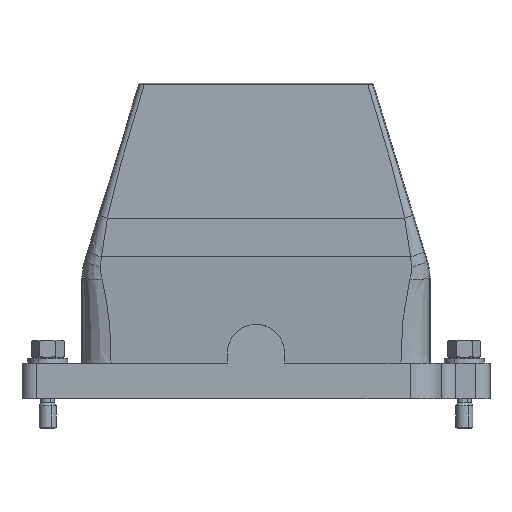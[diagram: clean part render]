
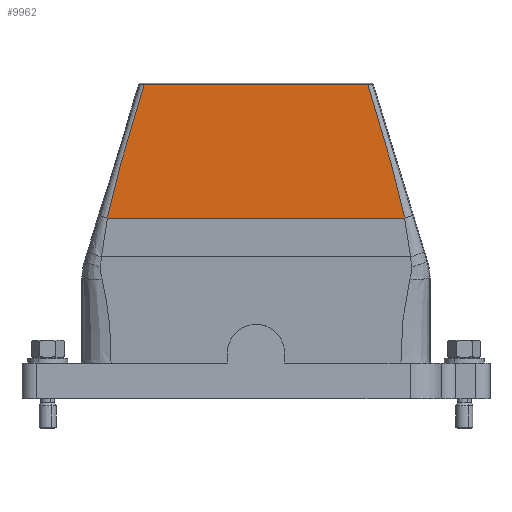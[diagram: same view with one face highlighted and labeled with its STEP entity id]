
A CAD part, left-side view. The second image highlights one B-rep face of the part: STEP entity #9962.
In plain terms, the highlighted planar face has unit normal (-1, 0, 0).
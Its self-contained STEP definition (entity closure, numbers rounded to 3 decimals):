
#9923=AXIS2_PLACEMENT_3D('Plane Axis2P3D',#9920,#9921,#9922) ;
#3955=CARTESIAN_POINT('Vertex',(0.,121.171,120.62)) ;
#3960=CARTESIAN_POINT('Line Origine',(0.,82.,120.62)) ;
#3964=CARTESIAN_POINT('Vertex',(0.,42.829,120.62)) ;
#9427=CARTESIAN_POINT('Vertex',(0.,29.933,73.81)) ;
#9485=CARTESIAN_POINT('Line Origine',(0.,82.,73.81)) ;
#9489=CARTESIAN_POINT('Vertex',(0.,134.067,73.81)) ;
#9920=CARTESIAN_POINT('Axis2P3D Location',(0.,82.,121.)) ;
#9926=CARTESIAN_POINT('Control Point',(0.,42.829,120.62)) ;
#9927=CARTESIAN_POINT('Control Point',(0.,42.814,120.569)) ;
#9928=CARTESIAN_POINT('Control Point',(0.,42.798,120.518)) ;
#9929=CARTESIAN_POINT('Control Point',(0.,42.782,120.467)) ;
#9930=CARTESIAN_POINT('Control Point',(0.,42.56,119.743)) ;
#9931=CARTESIAN_POINT('Control Point',(0.,42.338,119.018)) ;
#9932=CARTESIAN_POINT('Control Point',(0.,42.131,118.344)) ;
#9933=CARTESIAN_POINT('Control Point',(0.,39.495,109.741)) ;
#9934=CARTESIAN_POINT('Control Point',(0.,36.892,101.128)) ;
#9935=CARTESIAN_POINT('Control Point',(0.,34.613,93.123)) ;
#9936=CARTESIAN_POINT('Control Point',(0.,32.262,84.486)) ;
#9937=CARTESIAN_POINT('Control Point',(0.,30.342,75.743)) ;
#9938=CARTESIAN_POINT('Control Point',(0.,30.203,75.101)) ;
#9939=CARTESIAN_POINT('Control Point',(0.,30.067,74.456)) ;
#9940=CARTESIAN_POINT('Control Point',(0.,29.933,73.81)) ;
#9943=CARTESIAN_POINT('Control Point',(0.,134.067,73.81)) ;
#9944=CARTESIAN_POINT('Control Point',(0.,133.841,74.904)) ;
#9945=CARTESIAN_POINT('Control Point',(0.,133.607,75.991)) ;
#9946=CARTESIAN_POINT('Control Point',(0.,133.368,77.071)) ;
#9947=CARTESIAN_POINT('Control Point',(0.,131.407,85.68)) ;
#9948=CARTESIAN_POINT('Control Point',(0.,129.078,94.196)) ;
#9949=CARTESIAN_POINT('Control Point',(0.,126.953,101.619)) ;
#9950=CARTESIAN_POINT('Control Point',(0.,124.503,109.741)) ;
#9951=CARTESIAN_POINT('Control Point',(0.,122.019,117.853)) ;
#9952=CARTESIAN_POINT('Control Point',(0.,121.734,118.783)) ;
#9953=CARTESIAN_POINT('Control Point',(0.,121.444,119.73)) ;
#9954=CARTESIAN_POINT('Control Point',(0.,121.171,120.62)) ;
#3961=DIRECTION('Vector Direction',(0.,1.,0.)) ;
#9486=DIRECTION('Vector Direction',(0.,-1.,0.)) ;
#9921=DIRECTION('Axis2P3D Direction',(-1.,0.,0.)) ;
#9922=DIRECTION('Axis2P3D XDirection',(0.,0.,-1.)) ;
#3962=VECTOR('Line Direction',#3961,1.) ;
#9487=VECTOR('Line Direction',#9486,1.) ;
#9957=ORIENTED_EDGE('',*,*,#9491,.T.) ;
#9958=ORIENTED_EDGE('',*,*,#9941,.T.) ;
#9959=ORIENTED_EDGE('',*,*,#3966,.T.) ;
#9960=ORIENTED_EDGE('',*,*,#9955,.T.) ;
#9962=ADVANCED_FACE('Hood',(#9961),#9924,.T.) ;
#9925=B_SPLINE_CURVE_WITH_KNOTS('',5,(#9926,#9927,#9928,#9929,#9930,#9931,#9932,#9933,#9934,#9935,#9936,#9937,#9938,#9939,#9940),.UNSPECIFIED.,.F.,.U.,(6,3,3,3,6),(34.09,34.552,40.656,112.467,118.109),.UNSPECIFIED.) ;
#9942=B_SPLINE_CURVE_WITH_KNOTS('',5,(#9943,#9944,#9945,#9946,#9947,#9948,#9949,#9950,#9951,#9952,#9953,#9954),.UNSPECIFIED.,.F.,.U.,(6,3,3,6),(120.026,129.719,196.435,203.182),.UNSPECIFIED.) ;
#3966=EDGE_CURVE('',#3965,#3956,#3963,.T.) ;
#9491=EDGE_CURVE('',#9490,#9428,#9488,.T.) ;
#9941=EDGE_CURVE('',#9428,#3965,#9925,.F.) ;
#9955=EDGE_CURVE('',#3956,#9490,#9942,.F.) ;
#9956=EDGE_LOOP('',(#9957,#9958,#9959,#9960)) ;
#9961=FACE_OUTER_BOUND('',#9956,.T.) ;
#3963=LINE('Line',#3960,#3962) ;
#9488=LINE('Line',#9485,#9487) ;
#9924=PLANE('',#9923) ;
#3956=VERTEX_POINT('',#3955) ;
#3965=VERTEX_POINT('',#3964) ;
#9428=VERTEX_POINT('',#9427) ;
#9490=VERTEX_POINT('',#9489) ;
